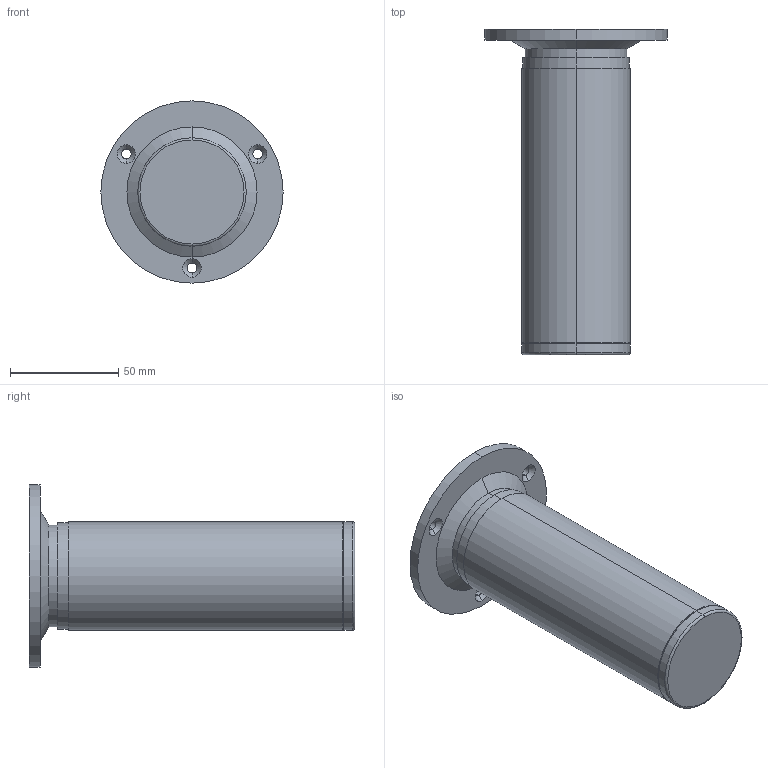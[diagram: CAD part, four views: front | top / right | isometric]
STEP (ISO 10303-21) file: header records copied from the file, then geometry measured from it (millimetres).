
FILE_DESCRIPTION (( 'STEP AP214' ), '1' );
FILE_NAME ('F001965_3D.step', '2022-10-10T15:15:14', ( '' ), ( '' ), 'SwSTEP 2.0', 'SolidWorks 2020', '' );
FILE_SCHEMA (( 'AUTOMOTIVE_DESIGN' ));
Length unit declared in the file: millimetre
Products named in the file (1): F001965_3D
Bounding box: 84 x 150 x 84 mm (x, y, z)
Volume: 311874.2 mm3; surface area: 35313.9 mm2
Topology: 1 solids, 1 shells, 35 faces, 74 edges, 46 vertices
Faces by surface type: cylinder 18, cone 8, plane 7, torus 2
Entity records: 1002 total; most frequent: DIRECTION 194, CARTESIAN_POINT 156, ORIENTED_EDGE 148, AXIS2_PLACEMENT_3D 84, EDGE_CURVE 74, CIRCLE 48, EDGE_LOOP 46, VERTEX_POINT 46
